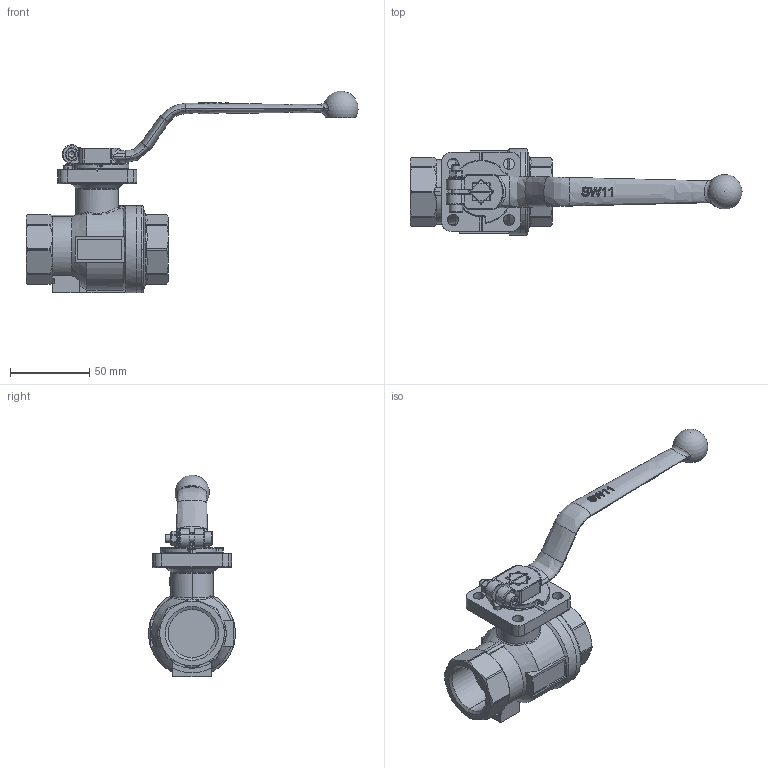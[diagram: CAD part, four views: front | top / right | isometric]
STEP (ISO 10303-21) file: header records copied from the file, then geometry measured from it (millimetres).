
FILE_DESCRIPTION(('HOOPS Exchange Step'),'2;1');
FILE_NAME('GK0601_DN25.stp','2025-02-21T14:48:50+01:00',('nieru'),('Unknown organisation'),'HOOPS Exchange 2024.2','HOOPS Exchange','Unknown authorisation');
FILE_SCHEMA( ('AP203_CONFIGURATION_CONTROLLED_3D_DESIGN_OF_MECHANICAL_PARTS_AND_ASSEMBLIES_MIM_LF') );
Length unit declared in the file: millimetre
Products named in the file (2): 0; root
Assembly tree (1 placements, depth 2):
  root
    0
Bounding box: 209.98 x 55 x 127.64 mm (x, y, z)
Volume: 189010.4 mm3; surface area: 44324.6 mm2
Topology: 7 solids, 7 shells, 1094 faces, 2754 edges, 1677 vertices
Faces by surface type: bspline 357, plane 279, cylinder 243, torus 118, cone 64, sphere 33
Full cylindrical faces by diameter (mm): 5 x1, 8.5 x1, 9.2 x1, 14 x1
Entity records: 59449 total; most frequent: CARTESIAN_POINT 35754, ORIENTED_EDGE 5440, DIRECTION 4047, EDGE_CURVE 2720, VERTEX_POINT 1677, AXIS2_PLACEMENT_3D 1606, EDGE_LOOP 1149, FACE_BOUND 1149
